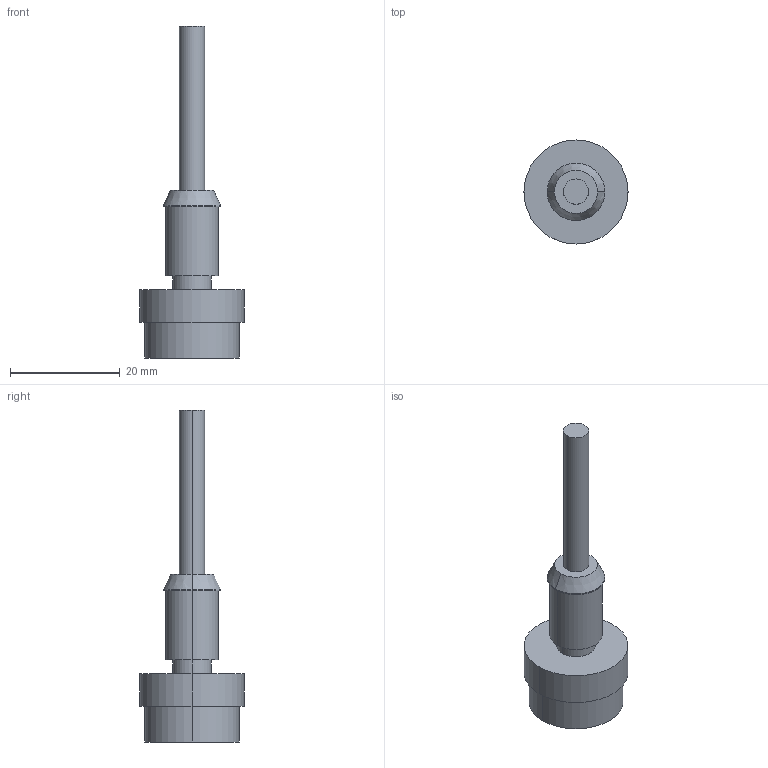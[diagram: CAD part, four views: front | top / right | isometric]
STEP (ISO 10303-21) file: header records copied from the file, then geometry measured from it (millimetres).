
FILE_DESCRIPTION (( 'STEP AP214' ), '1' );
FILE_NAME ('220-CAB-M12X4-AIR-5M.STEP', '2016-01-18T08:21:30', ( 'allectra' ), ( 'Microsoft' ), 'SwSTEP 2.0', 'SolidWorks 2014', '' );
FILE_SCHEMA (( 'AUTOMOTIVE_DESIGN' ));
Length unit declared in the file: millimetre
Products named in the file (2): 220-CAB-M12X4-AIR-5M
Bounding box: 19 x 19 x 60.6 mm (x, y, z)
Volume: 4326.8 mm3; surface area: 2917.7 mm2
Topology: 1 solids, 1 shells, 54 faces, 123 edges, 73 vertices
Faces by surface type: cylinder 30, cone 12, plane 12
Entity records: 1919 total; most frequent: DIRECTION 287, CARTESIAN_POINT 242, ORIENTED_EDGE 226, AXIS2_PLACEMENT_3D 118, EDGE_CURVE 113, VERTEX_POINT 73, EDGE_LOOP 66, CIRCLE 62
